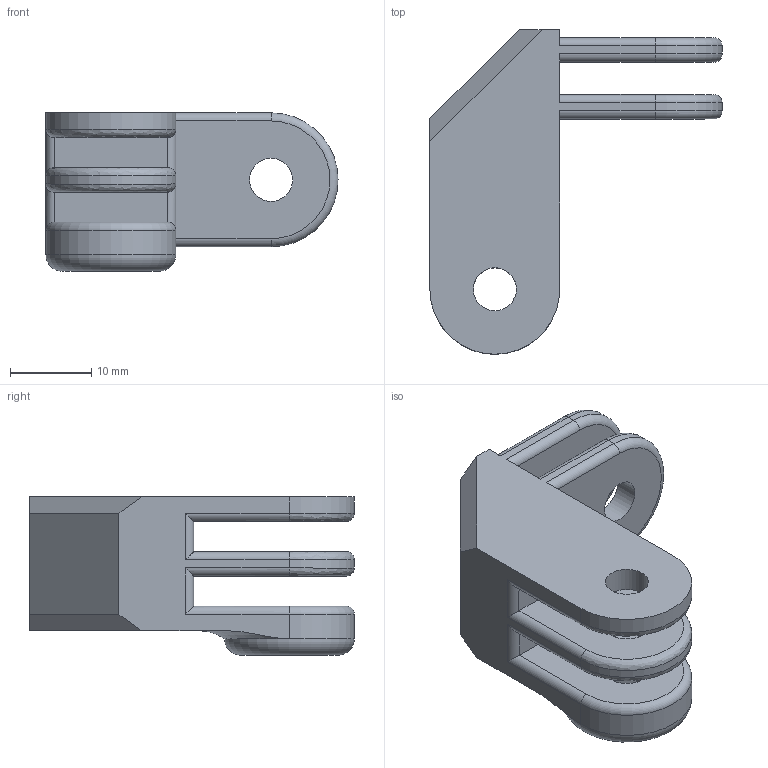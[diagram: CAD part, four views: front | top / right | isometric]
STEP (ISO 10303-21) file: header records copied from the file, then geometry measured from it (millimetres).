
FILE_DESCRIPTION(/* description */ (''),/* implementation_level */ '2;1');
FILE_NAME(/* name */ 'angled_arm_v1.step',/* time_stamp */ '2019-03-18T19:48:46+01:00',/* author */ (''),/* organization */ (''),/* preprocessor_version */ 'ST-DEVELOPER v17.2',/* originating_system */ 'Autodesk Translation Framework v7.6.0.251',/* authorisation */ '');
FILE_SCHEMA (('AUTOMOTIVE_DESIGN { 1 0 10303 214 3 1 1 }'));
Length unit declared in the file: millimetre
Products named in the file (1): angled_arm_2
Bounding box: 36 x 40 x 19.5 mm (x, y, z)
Volume: 8694.9 mm3; surface area: 5035.8 mm2
Topology: 1 solids, 1 shells, 68 faces, 174 edges, 109 vertices
Faces by surface type: cylinder 30, plane 28, torus 7, bspline 3
Full cylindrical faces by diameter (mm): 5.3 x5
Entity records: 2258 total; most frequent: CARTESIAN_POINT 503, DIRECTION 374, ORIENTED_EDGE 348, EDGE_CURVE 174, AXIS2_PLACEMENT_3D 136, VERTEX_POINT 109, LINE 102, VECTOR 102
